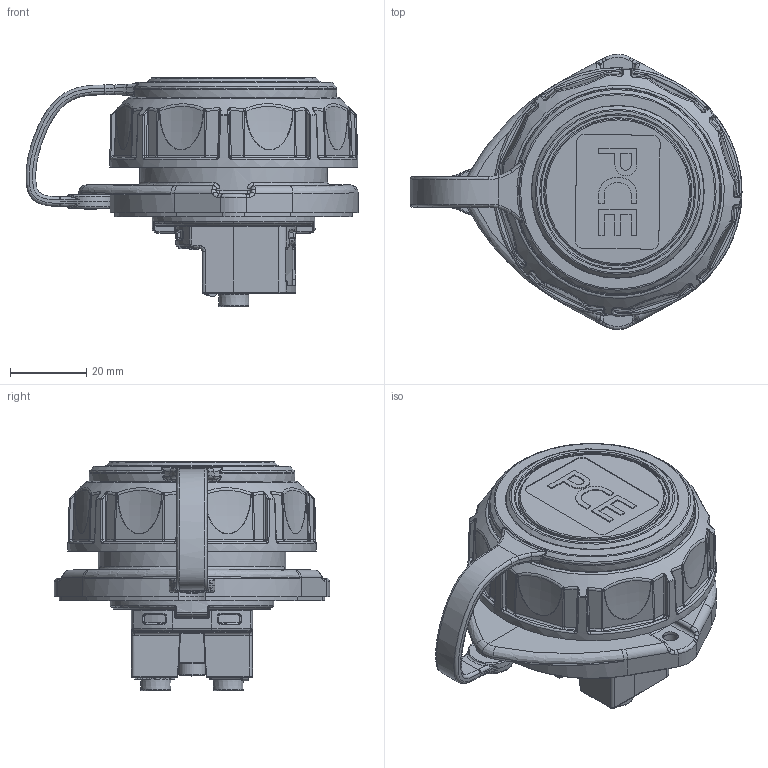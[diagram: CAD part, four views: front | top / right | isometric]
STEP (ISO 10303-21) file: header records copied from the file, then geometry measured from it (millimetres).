
FILE_DESCRIPTION (( 'STEP AP203' ), '1' );
FILE_NAME ('20351-9b.STEP', '2018-06-06T07:22:14', ( '' ), ( '' ), 'SwSTEP 2.0', 'SolidWorks 2016', '' );
FILE_SCHEMA (( 'CONFIG_CONTROL_DESIGN' ));
Length unit declared in the file: millimetre
Products named in the file (1): 20351-9b
Bounding box: 86.81 x 72 x 60.05 mm (x, y, z)
Volume: 118207.3 mm3; surface area: 21949.6 mm2
Topology: 1 solids, 9 shells, 1372 faces, 3299 edges, 1936 vertices
Faces by surface type: bspline 484, plane 367, cylinder 294, torus 90, cone 69, sphere 68
Full cylindrical faces by diameter (mm): 3.5 x2, 4 x2, 7 x1, 38.2 x1, 40.2 x2, 42.7 x1
Entity records: 53201 total; most frequent: CARTESIAN_POINT 26082, ORIENTED_EDGE 6340, DIRECTION 4613, EDGE_CURVE 3170, VERTEX_POINT 1911, AXIS2_PLACEMENT_3D 1793, EDGE_LOOP 1475, FACE_OUTER_BOUND 1401
